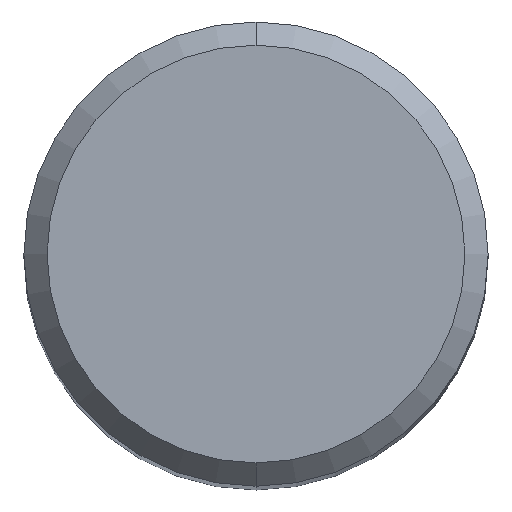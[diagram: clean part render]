
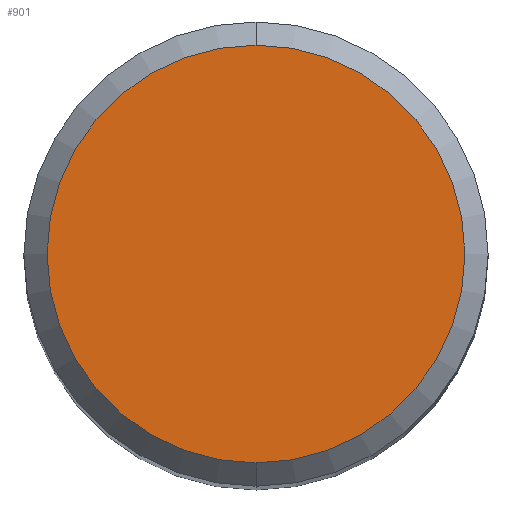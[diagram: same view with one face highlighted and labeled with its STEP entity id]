
A CAD part, top view. The second image highlights one B-rep face of the part: STEP entity #901.
In plain terms, the highlighted planar face has unit normal (0, 0, 1).
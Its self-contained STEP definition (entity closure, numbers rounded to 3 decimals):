
#691=VERTEX_POINT('',#1337);
#883=EDGE_CURVE('',#895,#691,#1548,.T.);
#891=EDGE_CURVE('',#691,#895,#1556,.T.);
#895=VERTEX_POINT('',#1560);
#901=ADVANCED_FACE('',(#1566),#1567,.T.);
#1337=CARTESIAN_POINT('',(0.,-4.5,0.0));
#1548=CIRCLE('',#5355,4.5);
#1556=CIRCLE('',#5381,4.5);
#1560=CARTESIAN_POINT('',(0.0,4.5,0.0));
#1566=FACE_OUTER_BOUND('',#5412,.T.);
#1567=PLANE('',#5413);
#5355=AXIS2_PLACEMENT_3D('',#6165,#6166,#6167);
#5381=AXIS2_PLACEMENT_3D('',#6172,#6173,#6174);
#5412=EDGE_LOOP('',(#6179,#6180));
#5413=AXIS2_PLACEMENT_3D('',#6181,#6182,#6183);
#6165=CARTESIAN_POINT('',(0.0,0.0,0.0));
#6166=DIRECTION('',(0.0,0.0,-1.0));
#6167=DIRECTION('',(0.0,1.0,0.0));
#6172=CARTESIAN_POINT('',(0.0,0.0,0.0));
#6173=DIRECTION('',(0.0,0.0,-1.0));
#6174=DIRECTION('',(0.0,1.0,0.0));
#6179=ORIENTED_EDGE('',*,*,#883,.F.);
#6180=ORIENTED_EDGE('',*,*,#891,.F.);
#6181=CARTESIAN_POINT('',(0.0,2.25,0.0));
#6182=DIRECTION('',(-0.0,0.0,1.0));
#6183=DIRECTION('',(0.0,-1.0,0.0));
